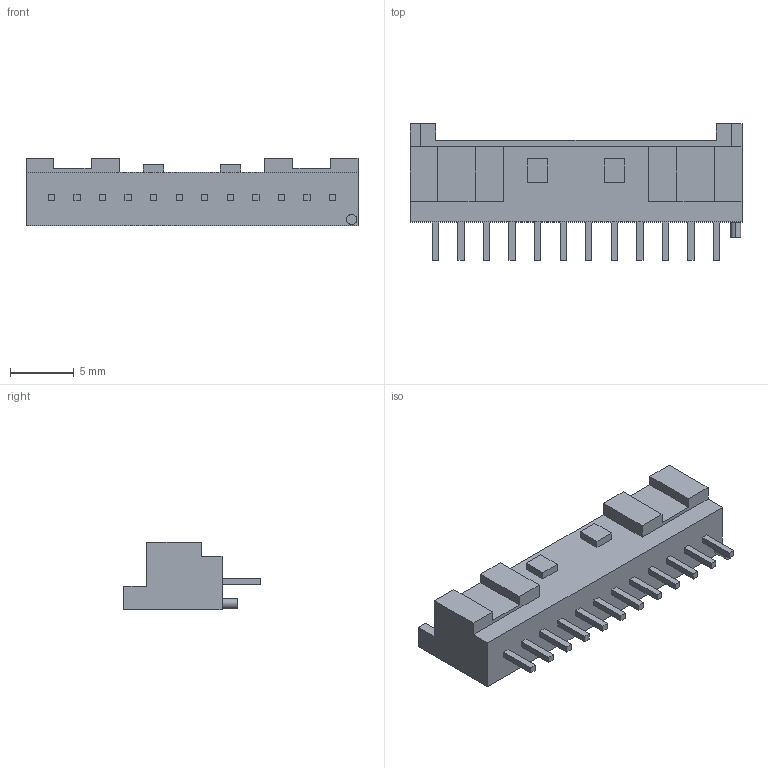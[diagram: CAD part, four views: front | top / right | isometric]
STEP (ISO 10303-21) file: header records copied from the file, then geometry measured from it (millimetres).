
FILE_DESCRIPTION (( 'STEP AP214' ), '1' );
FILE_NAME ('B12B-PASK-1.STEP', '2010-06-10T02:02:21', ( ' ' ), ( ' ' ), 'SwSTEP 2.0', 'SolidWorks 2005235', '' );
FILE_SCHEMA (( 'AUTOMOTIVE_DESIGN' ));
Length unit declared in the file: millimetre
Products named in the file (1): B12B-PASK-1
Bounding box: 26 x 10.7 x 5.3 mm (x, y, z)
Volume: 469.8 mm3; surface area: 1055.9 mm2
Topology: 1 solids, 1 shells, 165 faces, 408 edges, 272 vertices
Faces by surface type: plane 163, cylinder 2
Entity records: 6129 total; most frequent: CARTESIAN_POINT 846, ORIENTED_EDGE 816, DIRECTION 744, EDGE_CURVE 408, LINE 404, VECTOR 404, VERTEX_POINT 272, EDGE_LOOP 192
